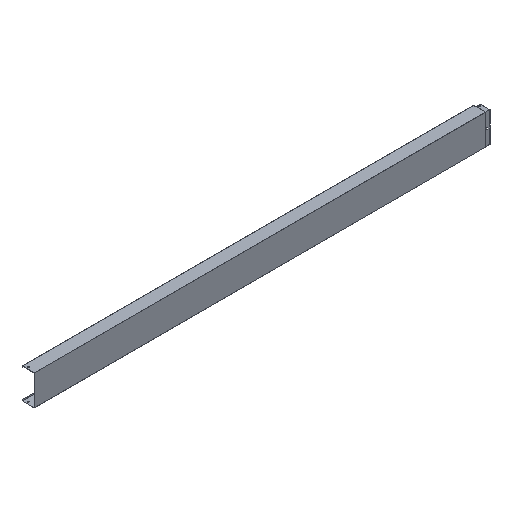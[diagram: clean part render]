
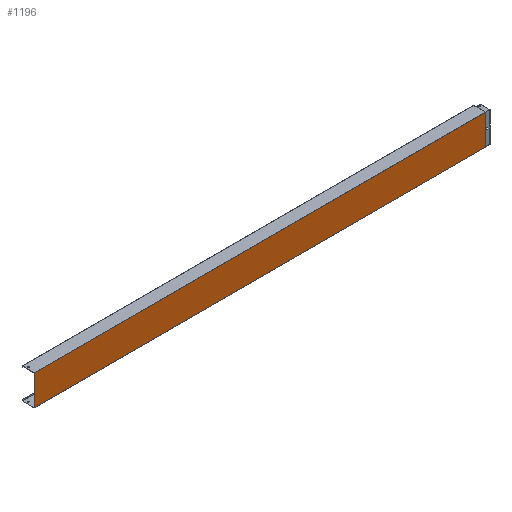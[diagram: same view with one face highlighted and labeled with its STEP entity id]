
A CAD part, isometric view. The second image highlights one B-rep face of the part: STEP entity #1196.
In plain terms, the highlighted planar face has unit normal (0, -1, 0).
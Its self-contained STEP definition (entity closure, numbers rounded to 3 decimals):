
#12 = VECTOR ( 'NONE', #121, 1000. ) ;
#25 = CARTESIAN_POINT ( 'NONE',  ( -2970., 0., 100. ) ) ;
#74 = CARTESIAN_POINT ( 'NONE',  ( 2.4, 0., -100. ) ) ;
#92 = EDGE_LOOP ( 'NONE', ( #804, #150, #1154, #985 ) ) ;
#121 = DIRECTION ( 'NONE',  ( 0., 0., 1. ) ) ;
#150 = ORIENTED_EDGE ( 'NONE', *, *, #1350, .T. ) ;
#275 = EDGE_CURVE ( 'NONE', #620, #786, #1580, .T. ) ;
#277 = VECTOR ( 'NONE', #1679, 1000. ) ;
#315 = LINE ( 'NONE', #812, #12 ) ;
#354 = CARTESIAN_POINT ( 'NONE',  ( -2970., 0., 100. ) ) ;
#434 = FACE_OUTER_BOUND ( 'NONE', #92, .T. ) ;
#470 = VECTOR ( 'NONE', #1460, 1000. ) ;
#499 = DIRECTION ( 'NONE',  ( 0., 0., -1. ) ) ;
#604 = CARTESIAN_POINT ( 'NONE',  ( 200.002, 0., -100. ) ) ;
#620 = VERTEX_POINT ( 'NONE', #74 ) ;
#656 = CARTESIAN_POINT ( 'NONE',  ( -2970., 0., 100. ) ) ;
#668 = CARTESIAN_POINT ( 'NONE',  ( -2970., 0., -100. ) ) ;
#786 = VERTEX_POINT ( 'NONE', #668 ) ;
#793 = VERTEX_POINT ( 'NONE', #958 ) ;
#804 = ORIENTED_EDGE ( 'NONE', *, *, #275, .F. ) ;
#812 = CARTESIAN_POINT ( 'NONE',  ( 2.4, 0., -100. ) ) ;
#831 = EDGE_CURVE ( 'NONE', #1188, #786, #1524, .T. ) ;
#859 = DIRECTION ( 'NONE',  ( 0., 0., -1. ) ) ;
#886 = VECTOR ( 'NONE', #859, 1000. ) ;
#958 = CARTESIAN_POINT ( 'NONE',  ( 2.4, 0., 100. ) ) ;
#985 = ORIENTED_EDGE ( 'NONE', *, *, #831, .T. ) ;
#1154 = ORIENTED_EDGE ( 'NONE', *, *, #1248, .T. ) ;
#1188 = VERTEX_POINT ( 'NONE', #656 ) ;
#1196 = ADVANCED_FACE ( 'NONE', ( #434 ), #1204, .T. ) ;
#1204 = PLANE ( 'NONE',  #1663 ) ;
#1248 = EDGE_CURVE ( 'NONE', #793, #1188, #1624, .T. ) ;
#1329 = DIRECTION ( 'NONE',  ( 0., -1., 0. ) ) ;
#1339 = CARTESIAN_POINT ( 'NONE',  ( 200.002, 0., 100. ) ) ;
#1350 = EDGE_CURVE ( 'NONE', #620, #793, #315, .T. ) ;
#1460 = DIRECTION ( 'NONE',  ( -1., 0., 0. ) ) ;
#1524 = LINE ( 'NONE', #25, #886 ) ;
#1580 = LINE ( 'NONE', #604, #277 ) ;
#1624 = LINE ( 'NONE', #1339, #470 ) ;
#1663 = AXIS2_PLACEMENT_3D ( 'NONE', #354, #1329, #499 ) ;
#1679 = DIRECTION ( 'NONE',  ( -1., 0., 0. ) ) ;
